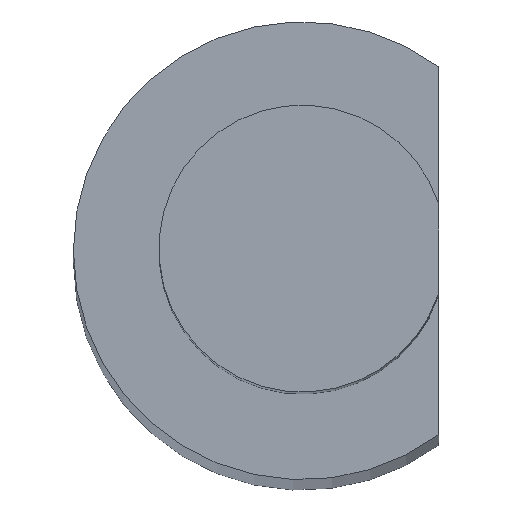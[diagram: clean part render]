
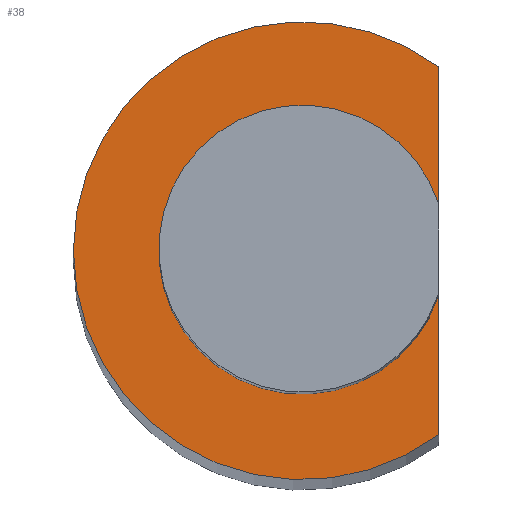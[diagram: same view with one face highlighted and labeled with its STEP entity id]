
A CAD part, top view. The second image highlights one B-rep face of the part: STEP entity #38.
In plain terms, the highlighted planar face has unit normal (0, 0, 1).
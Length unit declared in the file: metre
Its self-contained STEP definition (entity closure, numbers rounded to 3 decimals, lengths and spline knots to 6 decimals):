
#38 = ADVANCED_FACE( '', ( #74 ), #75, .T. );
#74 = FACE_OUTER_BOUND( '', #105, .T. );
#75 = PLANE( '', #106 );
#105 = EDGE_LOOP( '', ( #145, #146, #147, #148 ) );
#106 = AXIS2_PLACEMENT_3D( '', #149, #150, #151 );
#145 = ORIENTED_EDGE( '', *, *, #186, .F. );
#146 = ORIENTED_EDGE( '', *, *, #198, .F. );
#147 = ORIENTED_EDGE( '', *, *, #199, .T. );
#148 = ORIENTED_EDGE( '', *, *, #200, .F. );
#149 = CARTESIAN_POINT( '', ( -0.04708, 0.022653, 0.1 ) );
#150 = DIRECTION( '', ( 0., 0., 1. ) );
#151 = DIRECTION( '', ( 1., 0., 0. ) );
#186 = EDGE_CURVE( '', #210, #212, #213, .T. );
#198 = EDGE_CURVE( '', #230, #210, #231, .T. );
#199 = EDGE_CURVE( '', #230, #232, #233, .T. );
#200 = EDGE_CURVE( '', #212, #232, #234, .T. );
#210 = VERTEX_POINT( '', #244 );
#212 = VERTEX_POINT( '', #247 );
#213 = CIRCLE( '', #248, 0.00235 );
#230 = VERTEX_POINT( '', #274 );
#231 = LINE( '', #275, #276 );
#232 = VERTEX_POINT( '', #277 );
#233 = CIRCLE( '', #278, 0.00375 );
#234 = LINE( '', #279, #280 );
#244 = CARTESIAN_POINT( '', ( -0.044089, 0.023386, 0.1 ) );
#247 = CARTESIAN_POINT( '', ( -0.044089, 0.021919, 0.1 ) );
#248 = AXIS2_PLACEMENT_3D( '', #292, #293, #294 );
#274 = CARTESIAN_POINT( '', ( -0.044089, 0.025665, 0.1 ) );
#275 = CARTESIAN_POINT( '', ( -0.044089, 0.02078, 0.1 ) );
#276 = VECTOR( '', #307, 1. );
#277 = CARTESIAN_POINT( '', ( -0.044089, 0.01964, 0.1 ) );
#278 = AXIS2_PLACEMENT_3D( '', #308, #309, #310 );
#279 = CARTESIAN_POINT( '', ( -0.044089, 0.02078, 0.1 ) );
#280 = VECTOR( '', #311, 1. );
#292 = CARTESIAN_POINT( '', ( -0.046322, 0.022653, 0.1 ) );
#293 = DIRECTION( '', ( 0., 0., 1. ) );
#294 = DIRECTION( '', ( 1., 0., 0. ) );
#307 = DIRECTION( '', ( 0., -1., 0. ) );
#308 = CARTESIAN_POINT( '', ( -0.046322, 0.022653, 0.1 ) );
#309 = DIRECTION( '', ( 0., 0., 1. ) );
#310 = DIRECTION( '', ( 1., 0., 0. ) );
#311 = DIRECTION( '', ( 0., -1., 0. ) );
